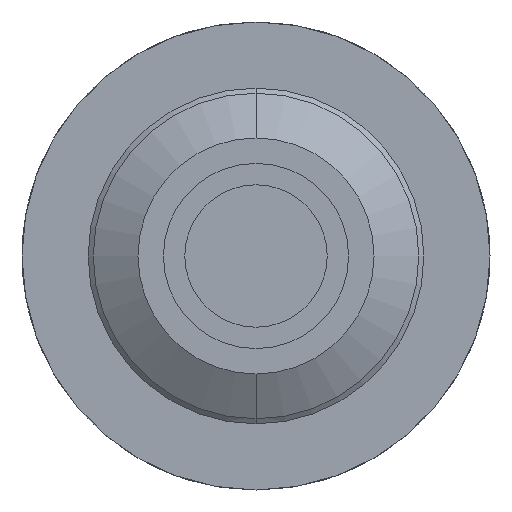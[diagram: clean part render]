
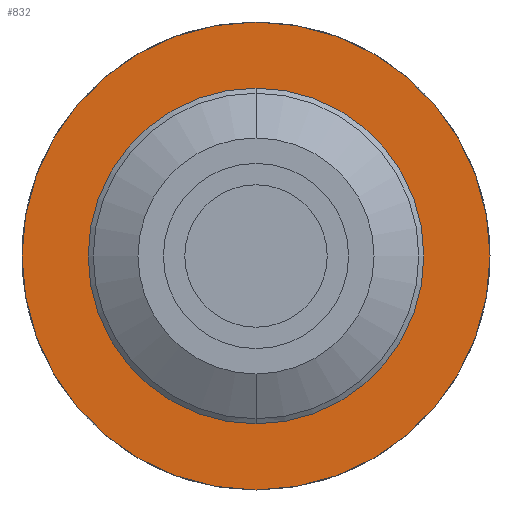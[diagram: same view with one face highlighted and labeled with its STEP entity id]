
A CAD part, front view. The second image highlights one B-rep face of the part: STEP entity #832.
In plain terms, the highlighted planar face has unit normal (0, -1, 0).
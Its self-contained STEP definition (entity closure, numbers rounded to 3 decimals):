
#216 = CARTESIAN_POINT ( 'NONE',  ( 0., -2., -1.15 ) ) ;
#231 = DIRECTION ( 'NONE',  ( 0., 0., 1. ) ) ;
#264 = CIRCLE ( 'NONE', #1815, 0.825 ) ;
#273 = CARTESIAN_POINT ( 'NONE',  ( 0., -2., 0. ) ) ;
#326 = ORIENTED_EDGE ( 'NONE', *, *, #499, .F. ) ;
#400 = CIRCLE ( 'NONE', #2187, 1.15 ) ;
#459 = VERTEX_POINT ( 'NONE', #216 ) ;
#465 = DIRECTION ( 'NONE',  ( 0., 0., 1. ) ) ;
#475 = DIRECTION ( 'NONE',  ( 0., 1., 0. ) ) ;
#499 = EDGE_CURVE ( 'Defeature ausgef�hrt2_5+Defeature ausgef�hrt2_6+Defeature ausgef�hrt2_6+Defeature ausgef�hrt2_6', #1176, #459, #400, .T. ) ;
#551 = EDGE_CURVE ( 'Defeature ausgef�hrt2_5+Defeature ausgef�hrt2_6+Defeature ausgef�hrt2_6+Defeature ausgef�hrt2_6', #459, #1176, #1950, .T. ) ;
#690 = CARTESIAN_POINT ( 'NONE',  ( 0., -2., 0. ) ) ;
#757 = DIRECTION ( 'NONE',  ( 0., 0., 1. ) ) ;
#814 = PLANE ( 'NONE',  #1557 ) ;
#815 = CIRCLE ( 'NONE', #3700, 0.825 ) ;
#832 = ADVANCED_FACE ( 'Defeature ausgef�hrt2_6', ( #3422, #3328 ), #814, .F. ) ;
#890 = DIRECTION ( 'NONE',  ( 0., 1., 0. ) ) ;
#1042 = CARTESIAN_POINT ( 'NONE',  ( 0., -2., 0. ) ) ;
#1093 = ORIENTED_EDGE ( 'NONE', *, *, #3351, .T. ) ;
#1118 = CARTESIAN_POINT ( 'NONE',  ( 0., -2., 0.825 ) ) ;
#1176 = VERTEX_POINT ( 'NONE', #2036 ) ;
#1239 = ORIENTED_EDGE ( 'NONE', *, *, #551, .F. ) ;
#1533 = CARTESIAN_POINT ( 'NONE',  ( 0., -2., -0.825 ) ) ;
#1557 = AXIS2_PLACEMENT_3D ( 'NONE', #2942, #475, #465 ) ;
#1779 = AXIS2_PLACEMENT_3D ( 'NONE', #273, #3660, #3349 ) ;
#1815 = AXIS2_PLACEMENT_3D ( 'NONE', #1042, #2237, #757 ) ;
#1950 = CIRCLE ( 'NONE', #1779, 1.15 ) ;
#2036 = CARTESIAN_POINT ( 'NONE',  ( 0., -2., 1.15 ) ) ;
#2091 = CARTESIAN_POINT ( 'NONE',  ( 0., -2., 0. ) ) ;
#2187 = AXIS2_PLACEMENT_3D ( 'NONE', #2091, #890, #231 ) ;
#2237 = DIRECTION ( 'NONE',  ( 0., 1., 0. ) ) ;
#2689 = EDGE_LOOP ( 'NONE', ( #1093, #3283 ) ) ;
#2806 = DIRECTION ( 'NONE',  ( 0., 1., 0. ) ) ;
#2812 = EDGE_CURVE ( 'Defeature ausgef�hrt2_6+Defeature ausgef�hrt2_4+Defeature ausgef�hrt2_4+Defeature ausgef�hrt2_4', #3459, #2949, #264, .T. ) ;
#2825 = DIRECTION ( 'NONE',  ( 0., 0., 1. ) ) ;
#2942 = CARTESIAN_POINT ( 'NONE',  ( 1.15, -2., 0. ) ) ;
#2949 = VERTEX_POINT ( 'NONE', #1118 ) ;
#3283 = ORIENTED_EDGE ( 'NONE', *, *, #2812, .T. ) ;
#3328 = FACE_BOUND ( 'NONE', #2689, .T. ) ;
#3349 = DIRECTION ( 'NONE',  ( 0., 0., 1. ) ) ;
#3351 = EDGE_CURVE ( 'Defeature ausgef�hrt2_6+Defeature ausgef�hrt2_4+Defeature ausgef�hrt2_4+Defeature ausgef�hrt2_4', #2949, #3459, #815, .T. ) ;
#3422 = FACE_OUTER_BOUND ( 'NONE', #3804, .T. ) ;
#3459 = VERTEX_POINT ( 'NONE', #1533 ) ;
#3660 = DIRECTION ( 'NONE',  ( 0., 1., 0. ) ) ;
#3700 = AXIS2_PLACEMENT_3D ( 'NONE', #690, #2806, #2825 ) ;
#3804 = EDGE_LOOP ( 'NONE', ( #326, #1239 ) ) ;
